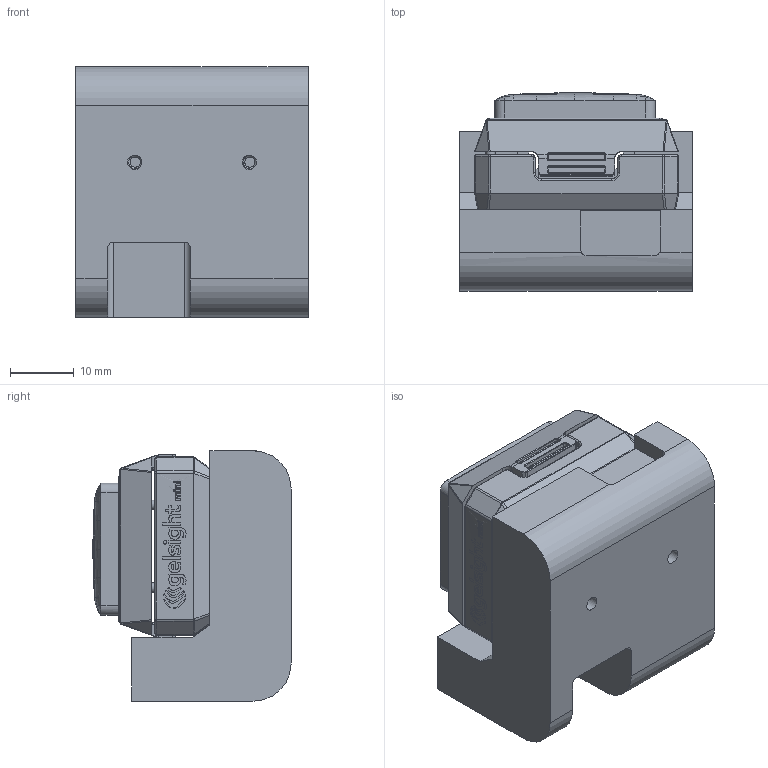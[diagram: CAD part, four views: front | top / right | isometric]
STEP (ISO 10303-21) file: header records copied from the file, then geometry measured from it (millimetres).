
FILE_DESCRIPTION(/* description */ (''),/* implementation_level */ '2;1');
FILE_NAME(/* name */ 'GSMINI_frame_landscape_socket_reverse.step',/* time_stamp */ '2023-09-15T14:52:11+09:00',/* author */ (''),/* organization */ (''),/* preprocessor_version */ 'ST-DEVELOPER v20',/* originating_system */ 'Autodesk Translation Framework v12.9.0.99',/* authorisation */ '');
FILE_SCHEMA (('AUTOMOTIVE_DESIGN { 1 0 10303 214 3 1 1 }'));
Length unit declared in the file: millimetre
Products named in the file (5): GSMINI_frame_yoko_reverse; GSMINI_SHELL v1; COMPOUND; SHELL; コンポーネント2
Assembly tree (4 placements, depth 3):
  GSMINI_frame_yoko_reverse
    GSMINI_SHELL v1
      COMPOUND
      SHELL
    コンポーネント2
Bounding box: 36.5 x 31.13 x 39.3 mm (x, y, z)
Volume: 17337.9 mm3; surface area: 16099.9 mm2
Topology: 3 solids, 4 shells, 1007 faces, 2617 edges, 1609 vertices
Faces by surface type: cylinder 368, bspline 298, plane 289, sphere 34, torus 12, cone 6
Full cylindrical faces by diameter (mm): 1.45 x2, 1.6 x2, 1.8 x2, 2.25 x2, 3 x2, 3.25 x2, 3.5 x2, 6.5 x2
Entity records: 42878 total; most frequent: CARTESIAN_POINT 19868, ORIENTED_EDGE 5153, DIRECTION 4239, EDGE_CURVE 2579, VERTEX_POINT 1609, AXIS2_PLACEMENT_3D 1557, LINE 1125, VECTOR 1125
